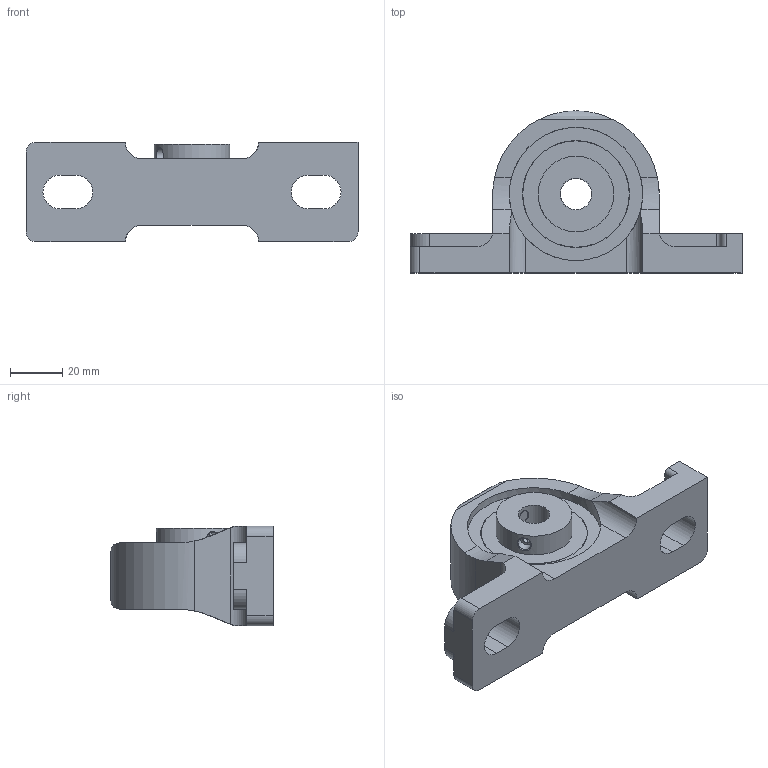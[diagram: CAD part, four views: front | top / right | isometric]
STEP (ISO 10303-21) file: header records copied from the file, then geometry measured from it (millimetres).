
FILE_DESCRIPTION( ( 'STEP AP214' ), ' ' );
FILE_NAME( 'PDRN12.stp', '2024-01-18T13:53:07', ( '' ), ( '' ), ' ', 'PARTsolutions', ' ' );
FILE_SCHEMA( ( 'AUTOMOTIVE_DESIGN { 1 0 10303 214 1 1 1 1 }' ) );
Length unit declared in the file: millimetre
Products named in the file (3): PDRN12; _PDRN12_part; _PDR12_set_screw
Assembly tree (3 placements, depth 2):
  PDRN12
    _PDRN12_part
    _PDR12_set_screw  x2
Bounding box: 127 x 62 x 38 mm (x, y, z)
Volume: 110775.6 mm3; surface area: 24752.2 mm2
Topology: 3 solids, 3 shells, 122 faces, 286 edges, 174 vertices
Faces by surface type: plane 66, cylinder 34, cone 20, torus 2
Full cylindrical faces by diameter (mm): 5.188 x2, 6 x2, 12 x1, 29 x2, 51 x2
Entity records: 4047 total; most frequent: CARTESIAN_POINT 908, DIRECTION 493, ORIENTED_EDGE 450, EDGE_CURVE 225, AXIS2_PLACEMENT_3D 192, VERTEX_POINT 151, EDGE_LOOP 127, LINE 109
